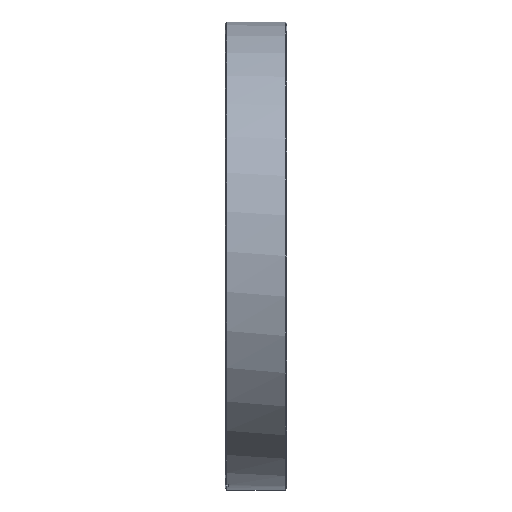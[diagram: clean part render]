
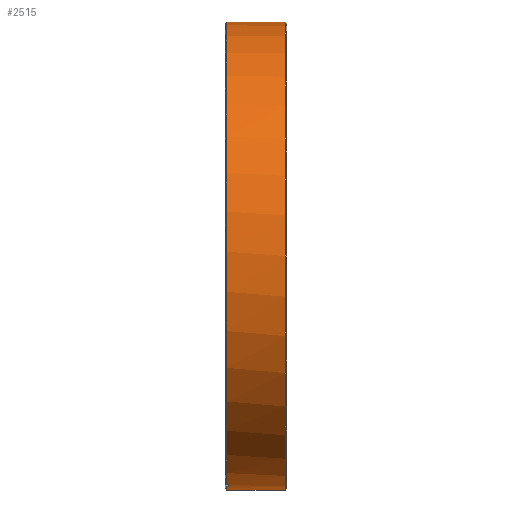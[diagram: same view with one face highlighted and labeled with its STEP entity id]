
A CAD part, left-side view. The second image highlights one B-rep face of the part: STEP entity #2515.
In plain terms, the highlighted cylindrical face has radius 75.8 mm (diameter 151.6 mm), a partial arc.
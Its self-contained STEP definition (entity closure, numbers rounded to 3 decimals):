
#50 = CARTESIAN_POINT ( 'NONE',  ( 0., -0.5, 0. ) ) ;
#51 = DIRECTION ( 'NONE',  ( 0., -1., 0. ) ) ;
#52 = DIRECTION ( 'NONE',  ( 0., 0., 1. ) ) ;
#231 = DIRECTION ( 'NONE',  ( 0., 1., 0. ) ) ;
#233 = CARTESIAN_POINT ( 'NONE',  ( 0., 19.776, 0. ) ) ;
#236 = CYLINDRICAL_SURFACE ( 'NONE', #3908, 75.8 ) ;
#237 = FACE_OUTER_BOUND ( 'NONE', #3023, .T. ) ;
#239 = DIRECTION ( 'NONE',  ( 0., 0., 1. ) ) ;
#579 = CARTESIAN_POINT ( 'NONE',  ( -15.767, -1., -74.142 ) ) ;
#580 = CARTESIAN_POINT ( 'NONE',  ( -13.806, -1., -74.532 ) ) ;
#588 = CARTESIAN_POINT ( 'NONE',  ( -15.767, -0.5, -74.142 ) ) ;
#596 = CARTESIAN_POINT ( 'NONE',  ( 0., -0.5, 75.8 ) ) ;
#603 = CARTESIAN_POINT ( 'NONE',  ( -13.806, -0.5, -74.532 ) ) ;
#604 = CARTESIAN_POINT ( 'NONE',  ( 0., -0.5, -75.8 ) ) ;
#607 = CARTESIAN_POINT ( 'NONE',  ( 0., -19.4, 75.8 ) ) ;
#608 = CARTESIAN_POINT ( 'NONE',  ( 0., -19.4, -75.8 ) ) ;
#897 = LINE ( 'NONE', #903, #2243 ) ;
#903 = CARTESIAN_POINT ( 'NONE',  ( 0., 19.776, -75.8 ) ) ;
#905 = DIRECTION ( 'NONE',  ( 0., 1., 0. ) ) ;
#912 = LINE ( 'NONE', #913, #2250 ) ;
#913 = CARTESIAN_POINT ( 'NONE',  ( 0., 19.776, 75.8 ) ) ;
#923 = DIRECTION ( 'NONE',  ( 0., 1., 0. ) ) ;
#1020 = CARTESIAN_POINT ( 'NONE',  ( 0., -0.5, 0. ) ) ;
#1021 = DIRECTION ( 'NONE',  ( 0., -1., 0. ) ) ;
#1022 = DIRECTION ( 'NONE',  ( 0., 0., 1. ) ) ;
#1113 = VERTEX_POINT ( 'NONE', #579 ) ;
#1114 = VERTEX_POINT ( 'NONE', #580 ) ;
#1122 = VERTEX_POINT ( 'NONE', #588 ) ;
#1130 = VERTEX_POINT ( 'NONE', #596 ) ;
#1137 = VERTEX_POINT ( 'NONE', #603 ) ;
#1138 = VERTEX_POINT ( 'NONE', #604 ) ;
#1141 = VERTEX_POINT ( 'NONE', #607 ) ;
#1142 = VERTEX_POINT ( 'NONE', #608 ) ;
#1442 = EDGE_CURVE ( 'NONE', #1142, #1138, #897, .T. ) ;
#1448 = EDGE_CURVE ( 'NONE', #1141, #1130, #912, .T. ) ;
#1481 = EDGE_CURVE ( 'NONE', #1130, #1122, #2300, .T. ) ;
#1502 = EDGE_CURVE ( 'NONE', #1142, #1141, #4107, .T. ) ;
#1503 = EDGE_CURVE ( 'NONE', #1113, #1122, #1770, .T. ) ;
#1504 = EDGE_CURVE ( 'NONE', #1113, #1114, #4113, .T. ) ;
#1505 = EDGE_CURVE ( 'NONE', #1114, #1137, #1801, .T. ) ;
#1514 = ORIENTED_EDGE ( 'NONE', *, *, #1503, .F. ) ;
#1516 = ORIENTED_EDGE ( 'NONE', *, *, #1504, .T. ) ;
#1521 = ORIENTED_EDGE ( 'NONE', *, *, #1481, .T. ) ;
#1525 = ORIENTED_EDGE ( 'NONE', *, *, #1442, .F. ) ;
#1526 = ORIENTED_EDGE ( 'NONE', *, *, #1502, .T. ) ;
#1527 = ORIENTED_EDGE ( 'NONE', *, *, #1448, .T. ) ;
#1528 = ORIENTED_EDGE ( 'NONE', *, *, #2466, .T. ) ;
#1530 = ORIENTED_EDGE ( 'NONE', *, *, #1505, .T. ) ;
#1770 = LINE ( 'NONE', #1797, #4111 ) ;
#1797 = CARTESIAN_POINT ( 'NONE',  ( -15.767, 19.776, -74.142 ) ) ;
#1801 = LINE ( 'NONE', #1802, #4114 ) ;
#1802 = CARTESIAN_POINT ( 'NONE',  ( -13.806, 19.776, -74.532 ) ) ;
#1803 = CARTESIAN_POINT ( 'NONE',  ( 0., -19.4, 0. ) ) ;
#1804 = DIRECTION ( 'NONE',  ( 0., 1., 0. ) ) ;
#1805 = DIRECTION ( 'NONE',  ( 0., 0., -1. ) ) ;
#1806 = DIRECTION ( 'NONE',  ( 0., 1., 0. ) ) ;
#1807 = CARTESIAN_POINT ( 'NONE',  ( 0., -1., 0. ) ) ;
#1808 = DIRECTION ( 'NONE',  ( 0., -1., 0. ) ) ;
#1809 = DIRECTION ( 'NONE',  ( 0., 0., 1. ) ) ;
#1810 = DIRECTION ( 'NONE',  ( 0., 1., 0. ) ) ;
#2243 = VECTOR ( 'NONE', #905, 1000. ) ;
#2250 = VECTOR ( 'NONE', #923, 1000. ) ;
#2300 = CIRCLE ( 'NONE', #2302, 75.8 ) ;
#2302 = AXIS2_PLACEMENT_3D ( 'NONE', #1020, #1021, #1022 ) ;
#2466 = EDGE_CURVE ( 'NONE', #1137, #1138, #3845, .T. ) ;
#2515 = ADVANCED_FACE ( 'NONE', ( #237 ), #236, .T. ) ;
#3023 = EDGE_LOOP ( 'NONE', ( #1525, #1526, #1527, #1521, #1514, #1516, #1530, #1528 ) ) ;
#3845 = CIRCLE ( 'NONE', #3850, 75.8 ) ;
#3850 = AXIS2_PLACEMENT_3D ( 'NONE', #50, #51, #52 ) ;
#3908 = AXIS2_PLACEMENT_3D ( 'NONE', #233, #231, #239 ) ;
#4107 = CIRCLE ( 'NONE', #4112, 75.8 ) ;
#4111 = VECTOR ( 'NONE', #1806, 1000. ) ;
#4112 = AXIS2_PLACEMENT_3D ( 'NONE', #1803, #1804, #1805 ) ;
#4113 = CIRCLE ( 'NONE', #4115, 75.8 ) ;
#4114 = VECTOR ( 'NONE', #1810, 1000. ) ;
#4115 = AXIS2_PLACEMENT_3D ( 'NONE', #1807, #1808, #1809 ) ;
